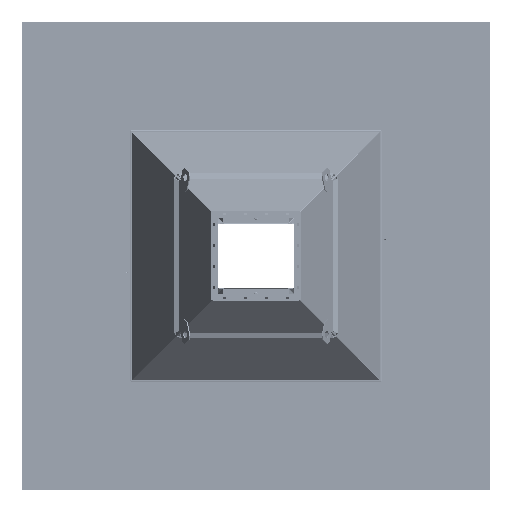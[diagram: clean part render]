
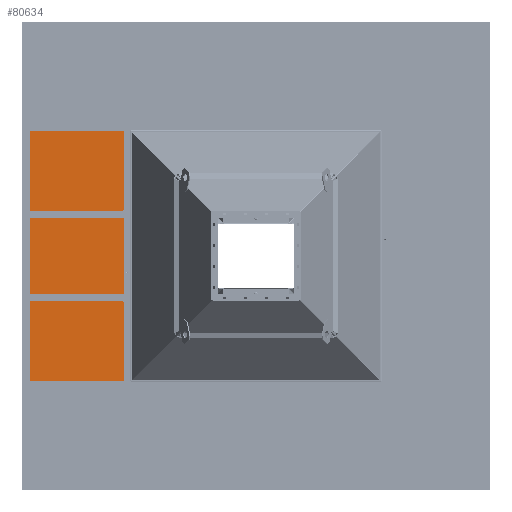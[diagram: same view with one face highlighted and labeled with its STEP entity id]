
A CAD part, front view. The second image highlights one B-rep face of the part: STEP entity #80634.
In plain terms, the highlighted planar face has unit normal (0, -1, 0).
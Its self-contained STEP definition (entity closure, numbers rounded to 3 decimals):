
#3476 = CARTESIAN_POINT ( 'NONE',  ( -750., -3., -312. ) ) ;
#3690 = VECTOR ( 'NONE', #58732, 1000. ) ;
#7235 = EDGE_CURVE ( 'NONE', #81064, #96066, #11653, .T. ) ;
#8576 = DIRECTION ( 'NONE',  ( 0., 1., 0. ) ) ;
#9068 = PLANE ( 'NONE',  #51599 ) ;
#11653 = LINE ( 'NONE', #42700, #3690 ) ;
#16376 = VERTEX_POINT ( 'NONE', #79718 ) ;
#19954 = DIRECTION ( 'NONE',  ( 1., 0., 0. ) ) ;
#23569 = CARTESIAN_POINT ( 'NONE',  ( 750., -3., -312. ) ) ;
#30120 = ORIENTED_EDGE ( 'NONE', *, *, #76767, .F. ) ;
#31229 = LINE ( 'NONE', #76855, #71247 ) ;
#31893 = EDGE_CURVE ( 'NONE', #89994, #81064, #31229, .T. ) ;
#31973 = CARTESIAN_POINT ( 'NONE',  ( 750., -3., -312. ) ) ;
#35548 = CARTESIAN_POINT ( 'NONE',  ( 750., -3., 312. ) ) ;
#42700 = CARTESIAN_POINT ( 'NONE',  ( 750., -3., -312. ) ) ;
#48569 = ORIENTED_EDGE ( 'NONE', *, *, #7235, .F. ) ;
#51599 = AXIS2_PLACEMENT_3D ( 'NONE', #23569, #8576, #62173 ) ;
#52212 = EDGE_LOOP ( 'NONE', ( #60288, #30120, #68165, #48569 ) ) ;
#58732 = DIRECTION ( 'NONE',  ( -1., 0., 0. ) ) ;
#60288 = ORIENTED_EDGE ( 'NONE', *, *, #31893, .F. ) ;
#61577 = CARTESIAN_POINT ( 'NONE',  ( -750., -3., -312. ) ) ;
#62173 = DIRECTION ( 'NONE',  ( 1., 0., 0. ) ) ;
#63662 = FACE_OUTER_BOUND ( 'NONE', #52212, .T. ) ;
#64096 = LINE ( 'NONE', #65091, #75427 ) ;
#65091 = CARTESIAN_POINT ( 'NONE',  ( -750., -3., 312. ) ) ;
#68165 = ORIENTED_EDGE ( 'NONE', *, *, #75765, .F. ) ;
#71247 = VECTOR ( 'NONE', #76361, 1000. ) ;
#75427 = VECTOR ( 'NONE', #19954, 1000. ) ;
#75765 = EDGE_CURVE ( 'NONE', #96066, #16376, #85688, .T. ) ;
#76361 = DIRECTION ( 'NONE',  ( 0., 0., -1. ) ) ;
#76767 = EDGE_CURVE ( 'NONE', #16376, #89994, #64096, .T. ) ;
#76855 = CARTESIAN_POINT ( 'NONE',  ( 750., -3., 312. ) ) ;
#79183 = DIRECTION ( 'NONE',  ( 0., 0., 1. ) ) ;
#79718 = CARTESIAN_POINT ( 'NONE',  ( -750., -3., 312. ) ) ;
#80634 = ADVANCED_FACE ( 'NONE', ( #63662 ), #9068, .F. ) ;
#81064 = VERTEX_POINT ( 'NONE', #31973 ) ;
#81967 = VECTOR ( 'NONE', #79183, 1000. ) ;
#85688 = LINE ( 'NONE', #3476, #81967 ) ;
#89994 = VERTEX_POINT ( 'NONE', #35548 ) ;
#96066 = VERTEX_POINT ( 'NONE', #61577 ) ;
